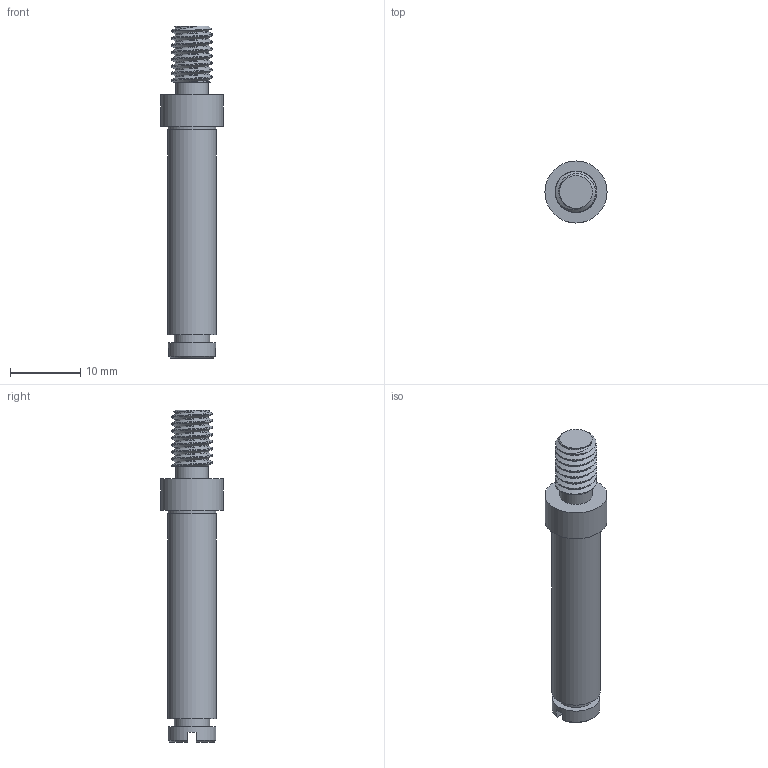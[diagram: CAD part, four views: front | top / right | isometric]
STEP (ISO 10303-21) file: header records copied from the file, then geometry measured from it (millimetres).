
FILE_DESCRIPTION(/* description */ (''),/* implementation_level */ '2;1');
FILE_NAME(/* name */ 'THEATRYTHM_JOYSTICK_SHAFT.step',/* time_stamp */ '2025-09-24T22:32:57-05:00',/* author */ (''),/* organization */ (''),/* preprocessor_version */ 'ST-DEVELOPER v20.1',/* originating_system */ 'Autodesk Translation Framework v14.17.0.0',/* authorisation */ '');
FILE_SCHEMA (('AUTOMOTIVE_DESIGN { 1 0 10303 214 3 1 1 }'));
Length unit declared in the file: millimetre
Products named in the file (1): JOYSTICK_SHAFT
Bounding box: 8.85 x 8.85 x 47.3 mm (x, y, z)
Volume: 1698.7 mm3; surface area: 1259.7 mm2
Topology: 1 solids, 1 shells, 41 faces, 99 edges, 66 vertices
Faces by surface type: cylinder 24, plane 12, cone 3, bspline 2
Full cylindrical faces by diameter (mm): 4.7 x1, 4.744 x2, 5 x1, 5.884 x4, 6.8 x2, 6.95 x1, 8.85 x1
Entity records: 2575 total; most frequent: CARTESIAN_POINT 1646, ORIENTED_EDGE 198, DIRECTION 157, EDGE_CURVE 99, VERTEX_POINT 66, AXIS2_PLACEMENT_3D 63, EDGE_LOOP 47, FACE_OUTER_BOUND 41
